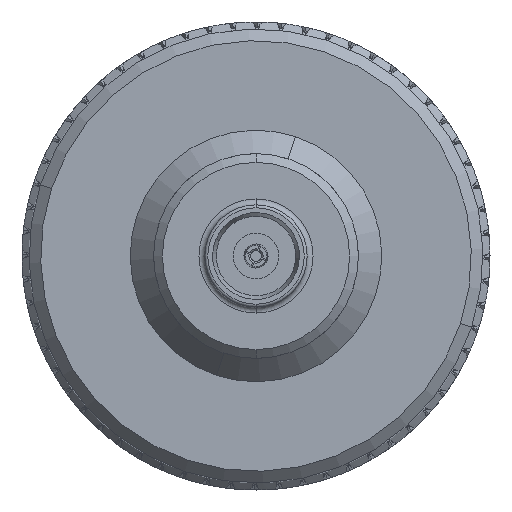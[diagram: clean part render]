
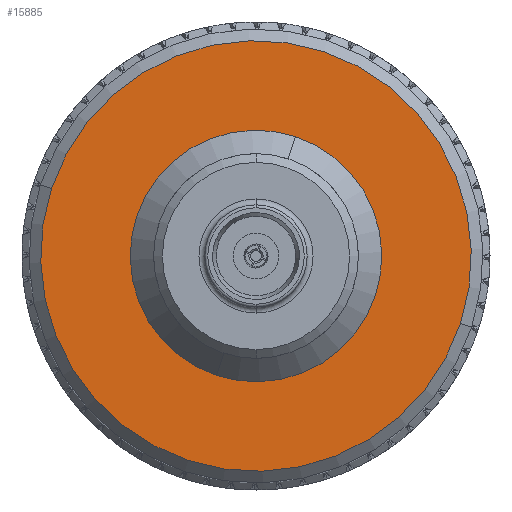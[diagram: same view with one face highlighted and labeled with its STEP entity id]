
A CAD part, left-side view. The second image highlights one B-rep face of the part: STEP entity #15885.
In plain terms, the highlighted face is planar.
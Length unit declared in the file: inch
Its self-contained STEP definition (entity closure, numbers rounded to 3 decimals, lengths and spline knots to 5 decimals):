
#5861 = CIRCLE ( 'NONE', #109036, 0.215 ) ;
#6307 = CARTESIAN_POINT ( 'NONE',  ( 0.649, -0.36809, 0. ) ) ;
#8506 = CARTESIAN_POINT ( 'NONE',  ( 0.649, 0., 0. ) ) ;
#9409 = CARTESIAN_POINT ( 'NONE',  ( 0.649, -0.215, 0. ) ) ;
#10165 = EDGE_CURVE ( 'NONE', #94401, #88411, #84865, .T. ) ;
#10464 = EDGE_LOOP ( 'NONE', ( #108206, #75669 ) ) ;
#11690 = FACE_OUTER_BOUND ( 'NONE', #10464, .T. ) ;
#12786 = DIRECTION ( 'NONE',  ( -1., 0., 0. ) ) ;
#15885 = ADVANCED_FACE ( 'NONE', ( #11690, #106326 ), #28917, .F. ) ;
#16454 = CARTESIAN_POINT ( 'NONE',  ( 0.649, 0., 0. ) ) ;
#25197 = DIRECTION ( 'NONE',  ( 1., 0., 0. ) ) ;
#26299 = DIRECTION ( 'NONE',  ( 0., -1., 0. ) ) ;
#28917 = PLANE ( 'NONE',  #40665 ) ;
#29398 = CARTESIAN_POINT ( 'NONE',  ( 0.649, 0., 0. ) ) ;
#29840 = CARTESIAN_POINT ( 'NONE',  ( 0.649, 0.215, 0. ) ) ;
#34469 = CARTESIAN_POINT ( 'NONE',  ( 0.649, 0.36809, 0. ) ) ;
#36767 = DIRECTION ( 'NONE',  ( 0., -1., 0. ) ) ;
#37427 = ORIENTED_EDGE ( 'NONE', *, *, #95256, .F. ) ;
#40665 = AXIS2_PLACEMENT_3D ( 'NONE', #54617, #12786, #36767 ) ;
#45124 = DIRECTION ( 'NONE',  ( 0., -1., 0. ) ) ;
#45711 = AXIS2_PLACEMENT_3D ( 'NONE', #16454, #75014, #68310 ) ;
#54297 = AXIS2_PLACEMENT_3D ( 'NONE', #96861, #79649, #45124 ) ;
#54617 = CARTESIAN_POINT ( 'NONE',  ( 0.649, 0.38809, 0. ) ) ;
#56649 = VERTEX_POINT ( 'NONE', #29840 ) ;
#60223 = EDGE_CURVE ( 'NONE', #88411, #94401, #64959, .T. ) ;
#64102 = EDGE_CURVE ( 'NONE', #56649, #80022, #5861, .T. ) ;
#64959 = CIRCLE ( 'NONE', #54297, 0.36809 ) ;
#68310 = DIRECTION ( 'NONE',  ( 0., -1., 0. ) ) ;
#75014 = DIRECTION ( 'NONE',  ( 1., 0., 0. ) ) ;
#75669 = ORIENTED_EDGE ( 'NONE', *, *, #10165, .T. ) ;
#75929 = CIRCLE ( 'NONE', #97288, 0.215 ) ;
#79649 = DIRECTION ( 'NONE',  ( 1., 0., 0. ) ) ;
#80022 = VERTEX_POINT ( 'NONE', #9409 ) ;
#80382 = EDGE_LOOP ( 'NONE', ( #103972, #37427 ) ) ;
#84865 = CIRCLE ( 'NONE', #45711, 0.36809 ) ;
#88411 = VERTEX_POINT ( 'NONE', #6307 ) ;
#94401 = VERTEX_POINT ( 'NONE', #34469 ) ;
#95256 = EDGE_CURVE ( 'NONE', #80022, #56649, #75929, .T. ) ;
#96811 = DIRECTION ( 'NONE',  ( 0., -1., 0. ) ) ;
#96861 = CARTESIAN_POINT ( 'NONE',  ( 0.649, 0., 0. ) ) ;
#97288 = AXIS2_PLACEMENT_3D ( 'NONE', #29398, #97371, #96811 ) ;
#97371 = DIRECTION ( 'NONE',  ( 1., 0., 0. ) ) ;
#103972 = ORIENTED_EDGE ( 'NONE', *, *, #64102, .F. ) ;
#106326 = FACE_BOUND ( 'NONE', #80382, .T. ) ;
#108206 = ORIENTED_EDGE ( 'NONE', *, *, #60223, .T. ) ;
#109036 = AXIS2_PLACEMENT_3D ( 'NONE', #8506, #25197, #26299 ) ;
